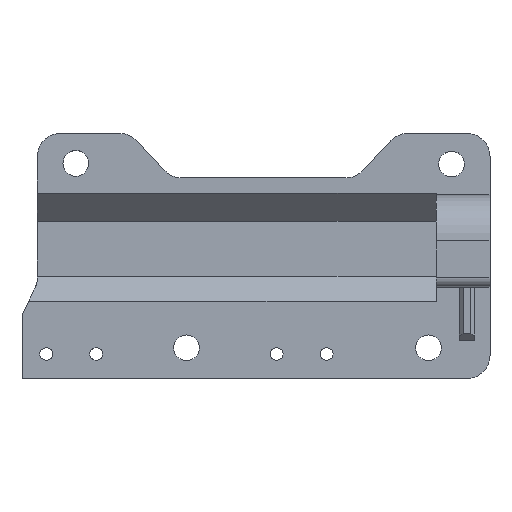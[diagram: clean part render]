
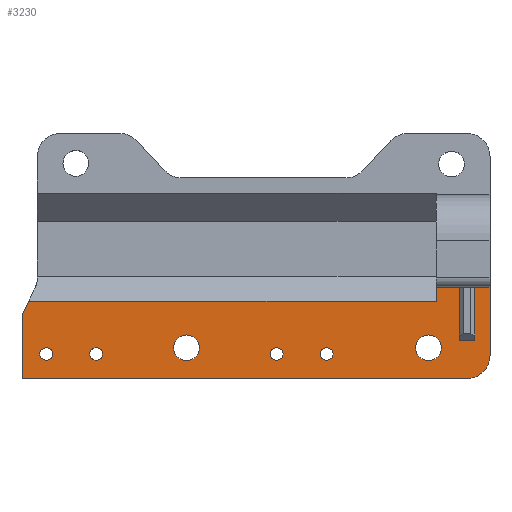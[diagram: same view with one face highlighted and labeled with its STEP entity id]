
A CAD part, top view. The second image highlights one B-rep face of the part: STEP entity #3230.
In plain terms, the highlighted planar face has unit normal (0, 0, 1).
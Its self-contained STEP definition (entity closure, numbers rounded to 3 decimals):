
#43=FACE_BOUND('',#1228,.T.);
#44=FACE_BOUND('',#1229,.T.);
#45=FACE_BOUND('',#1230,.T.);
#46=FACE_BOUND('',#1231,.T.);
#47=FACE_BOUND('',#1232,.T.);
#48=FACE_BOUND('',#1233,.T.);
#93=PLANE('',#3473);
#217=LINE('',#4642,#592);
#220=LINE('',#4648,#595);
#222=LINE('',#4651,#597);
#223=LINE('',#4654,#598);
#227=LINE('',#4661,#602);
#272=LINE('',#4803,#647);
#278=LINE('',#4819,#653);
#298=LINE('',#4874,#673);
#331=LINE('',#4947,#706);
#332=LINE('',#4949,#707);
#333=LINE('',#4950,#708);
#592=VECTOR('',#3705,10.);
#595=VECTOR('',#3710,10.);
#597=VECTOR('',#3714,10.);
#598=VECTOR('',#3717,10.);
#602=VECTOR('',#3721,10.);
#647=VECTOR('',#3856,10.);
#653=VECTOR('',#3872,10.);
#673=VECTOR('',#3930,10.);
#706=VECTOR('',#3993,10.);
#707=VECTOR('',#3994,10.);
#708=VECTOR('',#3995,10.);
#1032=FACE_OUTER_BOUND('',#1227,.T.);
#1227=EDGE_LOOP('',(#2537,#2538,#2539,#2540,#2541,#2542,#2543,#2544,#2545,
#2546,#2547,#2548));
#1228=EDGE_LOOP('',(#2549));
#1229=EDGE_LOOP('',(#2550));
#1230=EDGE_LOOP('',(#2551));
#1231=EDGE_LOOP('',(#2552));
#1232=EDGE_LOOP('',(#2553));
#1233=EDGE_LOOP('',(#2554));
#1397=CIRCLE('',#3436,3.);
#1409=CIRCLE('',#3474,1.675);
#1410=CIRCLE('',#3475,0.825);
#1411=CIRCLE('',#3476,0.825);
#1412=CIRCLE('',#3477,0.825);
#1413=CIRCLE('',#3478,0.825);
#1414=CIRCLE('',#3479,1.675);
#1478=VERTEX_POINT('',#4639);
#1479=VERTEX_POINT('',#4641);
#1480=VERTEX_POINT('',#4645);
#1481=VERTEX_POINT('',#4647);
#1482=VERTEX_POINT('',#4653);
#1485=VERTEX_POINT('',#4659);
#1536=VERTEX_POINT('',#4800);
#1537=VERTEX_POINT('',#4802);
#1538=VERTEX_POINT('',#4806);
#1558=VERTEX_POINT('',#4873);
#1583=VERTEX_POINT('',#4946);
#1584=VERTEX_POINT('',#4948);
#1585=VERTEX_POINT('',#4951);
#1586=VERTEX_POINT('',#4953);
#1587=VERTEX_POINT('',#4955);
#1588=VERTEX_POINT('',#4957);
#1589=VERTEX_POINT('',#4959);
#1590=VERTEX_POINT('',#4961);
#1785=EDGE_CURVE('',#1479,#1478,#217,.T.);
#1788=EDGE_CURVE('',#1481,#1480,#220,.T.);
#1790=EDGE_CURVE('',#1480,#1479,#222,.T.);
#1791=EDGE_CURVE('',#1481,#1482,#223,.T.);
#1795=EDGE_CURVE('',#1485,#1478,#227,.T.);
#1865=EDGE_CURVE('',#1536,#1537,#272,.T.);
#1868=EDGE_CURVE('',#1538,#1536,#1397,.T.);
#1874=EDGE_CURVE('',#1538,#1482,#278,.T.);
#1901=EDGE_CURVE('',#1558,#1537,#298,.T.);
#1937=EDGE_CURVE('',#1583,#1485,#331,.T.);
#1938=EDGE_CURVE('',#1583,#1584,#332,.T.);
#1939=EDGE_CURVE('',#1558,#1584,#333,.T.);
#1940=EDGE_CURVE('',#1585,#1585,#1409,.T.);
#1941=EDGE_CURVE('',#1586,#1586,#1410,.T.);
#1942=EDGE_CURVE('',#1587,#1587,#1411,.T.);
#1943=EDGE_CURVE('',#1588,#1588,#1412,.T.);
#1944=EDGE_CURVE('',#1589,#1589,#1413,.T.);
#1945=EDGE_CURVE('',#1590,#1590,#1414,.T.);
#2537=ORIENTED_EDGE('',*,*,#1785,.T.);
#2538=ORIENTED_EDGE('',*,*,#1795,.F.);
#2539=ORIENTED_EDGE('',*,*,#1937,.F.);
#2540=ORIENTED_EDGE('',*,*,#1938,.T.);
#2541=ORIENTED_EDGE('',*,*,#1939,.F.);
#2542=ORIENTED_EDGE('',*,*,#1901,.T.);
#2543=ORIENTED_EDGE('',*,*,#1865,.F.);
#2544=ORIENTED_EDGE('',*,*,#1868,.F.);
#2545=ORIENTED_EDGE('',*,*,#1874,.T.);
#2546=ORIENTED_EDGE('',*,*,#1791,.F.);
#2547=ORIENTED_EDGE('',*,*,#1788,.T.);
#2548=ORIENTED_EDGE('',*,*,#1790,.T.);
#2549=ORIENTED_EDGE('',*,*,#1940,.T.);
#2550=ORIENTED_EDGE('',*,*,#1941,.T.);
#2551=ORIENTED_EDGE('',*,*,#1942,.T.);
#2552=ORIENTED_EDGE('',*,*,#1943,.T.);
#2553=ORIENTED_EDGE('',*,*,#1944,.T.);
#2554=ORIENTED_EDGE('',*,*,#1945,.T.);
#3230=ADVANCED_FACE('',(#1032,#43,#44,#45,#46,#47,#48),#93,.T.);
#3436=AXIS2_PLACEMENT_3D('',#4808,#3861,#3862);
#3473=AXIS2_PLACEMENT_3D('',#4945,#3991,#3992);
#3474=AXIS2_PLACEMENT_3D('',#4952,#3996,#3997);
#3475=AXIS2_PLACEMENT_3D('',#4954,#3998,#3999);
#3476=AXIS2_PLACEMENT_3D('',#4956,#4000,#4001);
#3477=AXIS2_PLACEMENT_3D('',#4958,#4002,#4003);
#3478=AXIS2_PLACEMENT_3D('',#4960,#4004,#4005);
#3479=AXIS2_PLACEMENT_3D('',#4962,#4006,#4007);
#3705=DIRECTION('',(0.,1.,0.));
#3710=DIRECTION('',(0.,-1.,0.));
#3714=DIRECTION('',(-1.,0.,0.));
#3717=DIRECTION('',(1.,0.,0.));
#3721=DIRECTION('',(1.,0.,0.));
#3856=DIRECTION('',(-1.,0.,0.));
#3861=DIRECTION('center_axis',(0.,0.,-1.));
#3862=DIRECTION('ref_axis',(0.707,-0.707,0.));
#3872=DIRECTION('',(0.,1.,0.));
#3930=DIRECTION('',(0.,-1.,0.));
#3991=DIRECTION('center_axis',(0.,0.,1.));
#3992=DIRECTION('ref_axis',(0.,-1.,0.));
#3993=DIRECTION('',(0.,1.,0.));
#3994=DIRECTION('',(-1.,0.,0.));
#3995=DIRECTION('',(0.431,0.902,0.));
#3996=DIRECTION('center_axis',(0.,0.,-1.));
#3997=DIRECTION('ref_axis',(-1.,0.,0.));
#3998=DIRECTION('center_axis',(0.,0.,-1.));
#3999=DIRECTION('ref_axis',(-1.,0.,0.));
#4000=DIRECTION('center_axis',(0.,0.,-1.));
#4001=DIRECTION('ref_axis',(-1.,0.,0.));
#4002=DIRECTION('center_axis',(0.,0.,-1.));
#4003=DIRECTION('ref_axis',(-1.,0.,0.));
#4004=DIRECTION('center_axis',(0.,0.,-1.));
#4005=DIRECTION('ref_axis',(-1.,0.,0.));
#4006=DIRECTION('center_axis',(0.,0.,-1.));
#4007=DIRECTION('ref_axis',(-1.,0.,0.));
#4639=CARTESIAN_POINT('',(76.1,109.9,-5.8));
#4641=CARTESIAN_POINT('',(76.1,102.9,-5.8));
#4642=CARTESIAN_POINT('',(76.1,108.15,-5.8));
#4645=CARTESIAN_POINT('',(78.1,102.9,-5.8));
#4647=CARTESIAN_POINT('',(78.1,109.9,-5.8));
#4648=CARTESIAN_POINT('',(78.1,108.15,-5.8));
#4651=CARTESIAN_POINT('',(76.35,102.9,-5.8));
#4653=CARTESIAN_POINT('',(80.1,109.9,-5.8));
#4654=CARTESIAN_POINT('',(75.6,109.9,-5.8));
#4659=CARTESIAN_POINT('',(73.1,109.9,-5.8));
#4661=CARTESIAN_POINT('',(75.6,109.9,-5.8));
#4800=CARTESIAN_POINT('',(77.1,98.,-5.8));
#4802=CARTESIAN_POINT('',(19.2,98.,-5.8));
#4803=CARTESIAN_POINT('',(75.6,98.,-5.8));
#4806=CARTESIAN_POINT('',(80.1,101.,-5.8));
#4808=CARTESIAN_POINT('Origin',(77.1,101.,-5.8));
#4819=CARTESIAN_POINT('',(80.1,112.45,-5.8));
#4873=CARTESIAN_POINT('',(19.2,106.239,-5.8));
#4874=CARTESIAN_POINT('',(19.2,107.5,-5.8));
#4945=CARTESIAN_POINT('Origin',(75.6,109.9,-5.8));
#4946=CARTESIAN_POINT('',(73.1,108.067,-5.8));
#4947=CARTESIAN_POINT('',(73.1,108.4,-5.8));
#4948=CARTESIAN_POINT('',(20.073,108.067,-5.8));
#4949=CARTESIAN_POINT('',(75.6,108.067,-5.8));
#4950=CARTESIAN_POINT('',(25.538,119.51,-5.8));
#4951=CARTESIAN_POINT('',(42.275,102.,-5.8));
#4952=CARTESIAN_POINT('Origin',(40.6,102.,-5.8));
#4953=CARTESIAN_POINT('',(59.675,101.2,-5.8));
#4954=CARTESIAN_POINT('Origin',(58.85,101.2,-5.8));
#4955=CARTESIAN_POINT('',(23.175,101.2,-5.8));
#4956=CARTESIAN_POINT('Origin',(22.35,101.2,-5.8));
#4957=CARTESIAN_POINT('',(53.175,101.2,-5.8));
#4958=CARTESIAN_POINT('Origin',(52.35,101.2,-5.8));
#4959=CARTESIAN_POINT('',(29.675,101.2,-5.8));
#4960=CARTESIAN_POINT('Origin',(28.85,101.2,-5.8));
#4961=CARTESIAN_POINT('',(73.775,102.,-5.8));
#4962=CARTESIAN_POINT('Origin',(72.1,102.,-5.8));
